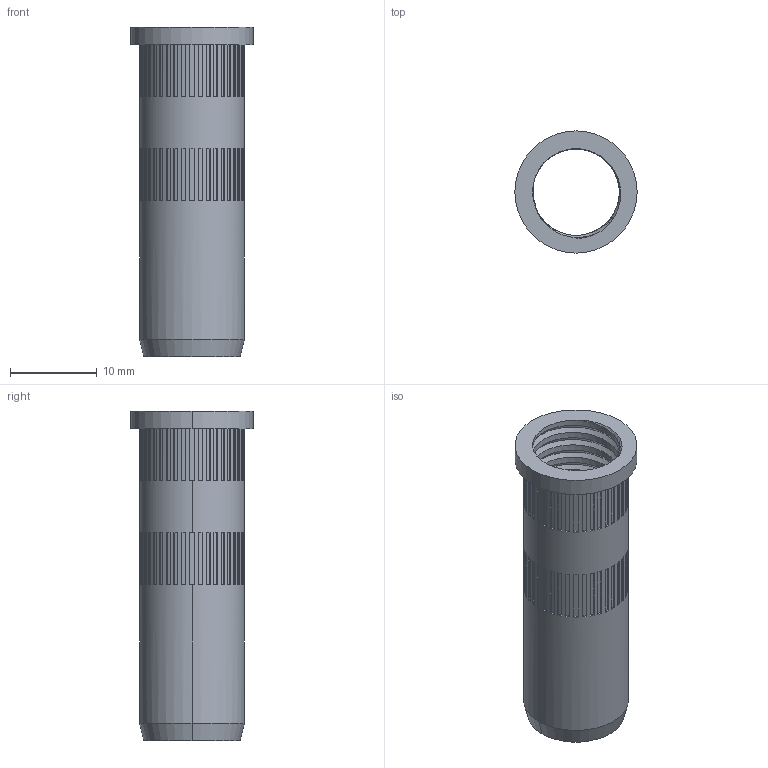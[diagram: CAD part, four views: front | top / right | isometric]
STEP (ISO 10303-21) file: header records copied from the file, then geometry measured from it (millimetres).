
FILE_DESCRIPTION (( 'STEP AP203' ), '1' );
FILE_NAME ('C33-20.STEP', '2018-04-03T11:30:41', ( 'User2' ), ( '' ), 'SwSTEP 2.0', 'SolidWorks 2007', '' );
FILE_SCHEMA (( 'CONFIG_CONTROL_DESIGN' ));
Length unit declared in the file: millimetre
Products named in the file (1): C33-20
Bounding box: 14.1 x 14.1 x 38 mm (x, y, z)
Volume: 1281.8 mm3; surface area: 3164.7 mm2
Topology: 1 solids, 1 shells, 421 faces, 1135 edges, 755 vertices
Faces by surface type: plane 364, cylinder 50, cone 5, bspline 2
Entity records: 14964 total; most frequent: CARTESIAN_POINT 4390, ORIENTED_EDGE 2270, DIRECTION 2063, EDGE_CURVE 1135, LINE 859, VECTOR 859, VERTEX_POINT 755, AXIS2_PLACEMENT_3D 602
